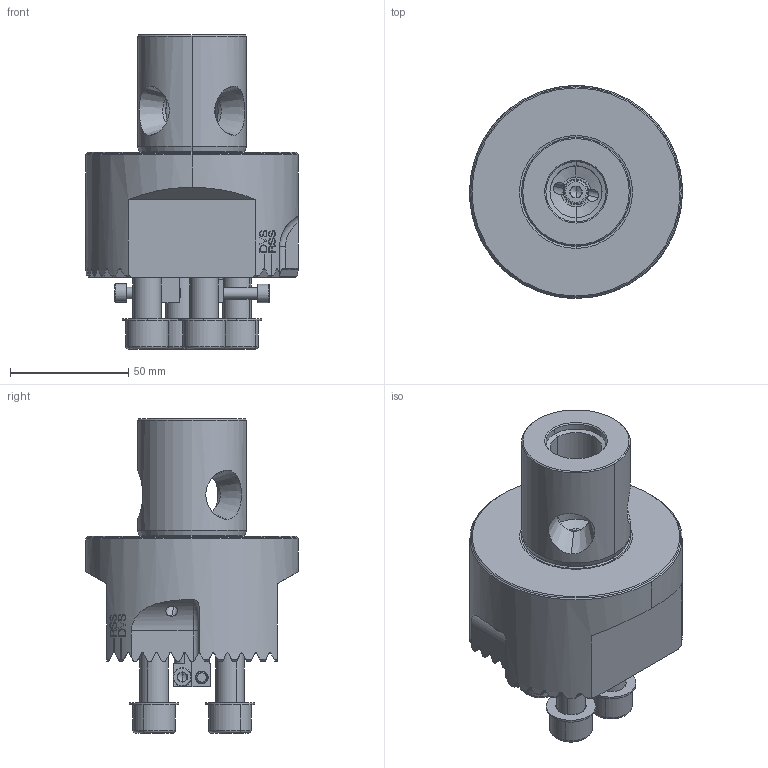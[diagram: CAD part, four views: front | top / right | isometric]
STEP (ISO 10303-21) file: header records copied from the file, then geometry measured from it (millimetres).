
FILE_DESCRIPTION(('no description'),'unknown implementation level');
FILE_NAME('C0A382A0-7BD7-4041-BD69-31864FDC55B9_export.stp',' ',('CIMSOURCE GmbH'),('CADClick - KiM GmbH - www.kimweb.de'),'unknown preprocess','ACIS','unknown authorization');
FILE_SCHEMA(('automotive_design'));
Length unit declared in the file: millimetre
Products named in the file (13): 319.705N Kaiser SW98-126(153)xCKN7 AL|690.970 Kaiser ETL M12x40_DIN 912 M12 x 20 --- 20C;Hex; 319.705N Kaiser SW98-126(153)xCKN7 AL|693.187 Kaiser ETL �13_21L_eingebaut;Rotation1; 319.705N Kaiser SW98-126(153)xCKN7 AL|690.173 Kaiser ETL M6x30_DIN 912 M6 x 30;Hex; 319.705N Kaiser SW98-126(153)xCKN7 AL|690.197 Kaiser ETL M5x0.5x23 spez;Verrundung1; 319.705N Kaiser SW98-126(153)xCKN7 AL|319.750 Kaiser ETL SW98;Fase5; 319.705N Kaiser SW98-126(153)xCKN7 AL|319.735N Kaiser Werkzeugk�rper SW98xCKN7 AL;RSS2
Bounding box: 90 x 90 x 132.9 mm (x, y, z)
Volume: 368073.8 mm3; surface area: 66711.2 mm2
Topology: 13 solids, 13 shells, 778 faces, 2007 edges, 1270 vertices
Faces by surface type: plane 292, cylinder 218, bspline 136, cone 98, torus 34
Entity records: 60142 total; most frequent: CARTESIAN_POINT 19451, STYLED_ITEM 4044, PRESENTATION_STYLE_ASSIGNMENT 4044, COLOUR_RGB 4044, ORIENTED_EDGE 3966, DIRECTION 3384, EDGE_CURVE 1983, CURVE_STYLE 1983
